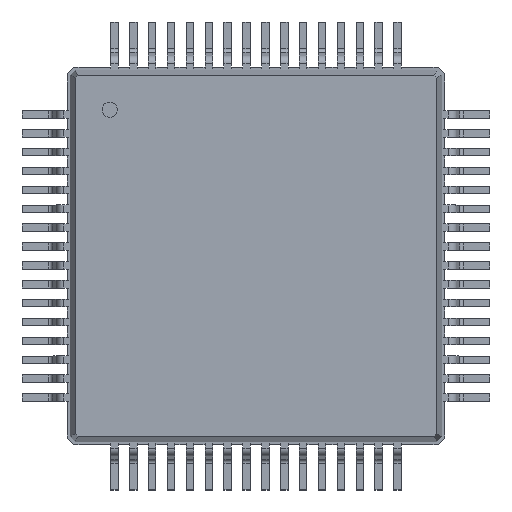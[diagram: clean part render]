
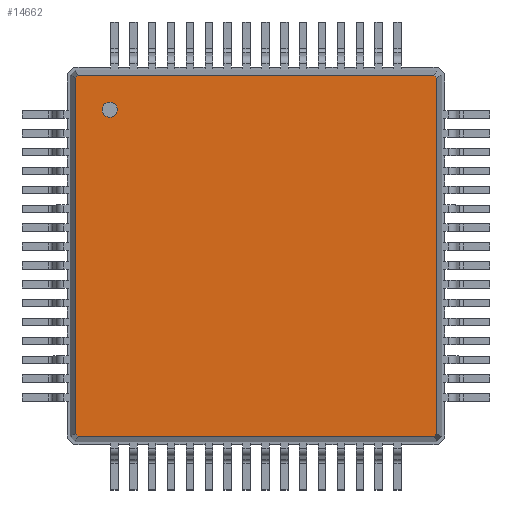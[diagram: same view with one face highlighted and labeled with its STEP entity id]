
A CAD part, top view. The second image highlights one B-rep face of the part: STEP entity #14662.
In plain terms, the highlighted planar face has unit normal (0, 0, 1).
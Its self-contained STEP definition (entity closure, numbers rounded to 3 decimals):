
#13=DIRECTION('',(0.,0.,1.));
#27=VECTOR('',#28,1.);
#28=DIRECTION('',(1.,0.,0.));
#179=VECTOR('',#180,1.);
#180=DIRECTION('',(0.707,-0.707,0.));
#186=VECTOR('',#187,1.);
#187=DIRECTION('',(0.,-1.,0.));
#193=VECTOR('',#194,1.);
#194=DIRECTION('',(-0.707,-0.707,0.));
#200=VECTOR('',#201,1.);
#201=DIRECTION('',(-1.,0.,0.));
#207=VECTOR('',#208,1.);
#208=DIRECTION('',(-0.707,0.707,0.));
#214=VECTOR('',#215,1.);
#215=DIRECTION('',(0.,1.,0.));
#219=VECTOR('',#220,1.);
#220=DIRECTION('',(0.707,0.707,0.));
#5946=VERTEX_POINT('',#5947);
#5947=CARTESIAN_POINT('',(-4.776,4.713,1.6));
#5949=ORIENTED_EDGE('',*,*,#5950,.F.);
#5950=EDGE_CURVE('',#5951,#5946,#5953,.T.);
#5951=VERTEX_POINT('',#5952);
#5952=CARTESIAN_POINT('',(-4.776,-4.713,1.6));
#5953=LINE('',#5952,#214);
#5964=VERTEX_POINT('',#5965);
#5965=CARTESIAN_POINT('',(-4.713,4.776,1.6));
#5967=ORIENTED_EDGE('',*,*,#5968,.F.);
#5968=EDGE_CURVE('',#5946,#5964,#5969,.T.);
#5969=LINE('',#5947,#219);
#6026=VERTEX_POINT('',#6027);
#6027=CARTESIAN_POINT('',(4.713,4.776,1.6));
#6029=ORIENTED_EDGE('',*,*,#6030,.F.);
#6030=EDGE_CURVE('',#5964,#6026,#6031,.T.);
#6031=LINE('',#5965,#27);
#7482=VERTEX_POINT('',#7483);
#7483=CARTESIAN_POINT('',(4.776,4.713,1.6));
#7485=ORIENTED_EDGE('',*,*,#7486,.F.);
#7486=EDGE_CURVE('',#6026,#7482,#7487,.T.);
#7487=LINE('',#6027,#179);
#7624=VERTEX_POINT('',#7625);
#7625=CARTESIAN_POINT('',(4.776,-4.713,1.6));
#7627=ORIENTED_EDGE('',*,*,#7628,.F.);
#7628=EDGE_CURVE('',#7482,#7624,#7629,.T.);
#7629=LINE('',#7483,#186);
#14662=ADVANCED_FACE('',(#14663,#14678),#14688,.T.);
#14663=FACE_BOUND('',#14664,.T.);
#14664=EDGE_LOOP('',(#6029,#5967,#5949,#14665,#14670,#14675,#7627,#7485));
#14665=ORIENTED_EDGE('',*,*,#14666,.F.);
#14666=EDGE_CURVE('',#14667,#5951,#14669,.T.);
#14667=VERTEX_POINT('',#14668);
#14668=CARTESIAN_POINT('',(-4.713,-4.776,1.6));
#14669=LINE('',#14668,#207);
#14670=ORIENTED_EDGE('',*,*,#14671,.F.);
#14671=EDGE_CURVE('',#14672,#14667,#14674,.T.);
#14672=VERTEX_POINT('',#14673);
#14673=CARTESIAN_POINT('',(4.713,-4.776,1.6));
#14674=LINE('',#14673,#200);
#14675=ORIENTED_EDGE('',*,*,#14676,.F.);
#14676=EDGE_CURVE('',#7624,#14672,#14677,.T.);
#14677=LINE('',#7625,#193);
#14678=FACE_BOUND('',#14679,.T.);
#14679=EDGE_LOOP('',(#14680));
#14680=ORIENTED_EDGE('',*,*,#14681,.T.);
#14681=EDGE_CURVE('',#14682,#14682,#14684,.T.);
#14682=VERTEX_POINT('',#14683);
#14683=CARTESIAN_POINT('',(-3.876,3.676,1.6));
#14684=CIRCLE('',#14685,0.2);
#14685=AXIS2_PLACEMENT_3D('',#14686,#14687,#187);
#14686=CARTESIAN_POINT('',(-3.876,3.876,1.6));
#14687=DIRECTION('',(0.,-0.,-1.));
#14688=PLANE('',#14689);
#14689=AXIS2_PLACEMENT_3D('',#5965,#13,#14690);
#14690=DIRECTION('',(0.702,-0.712,0.));
